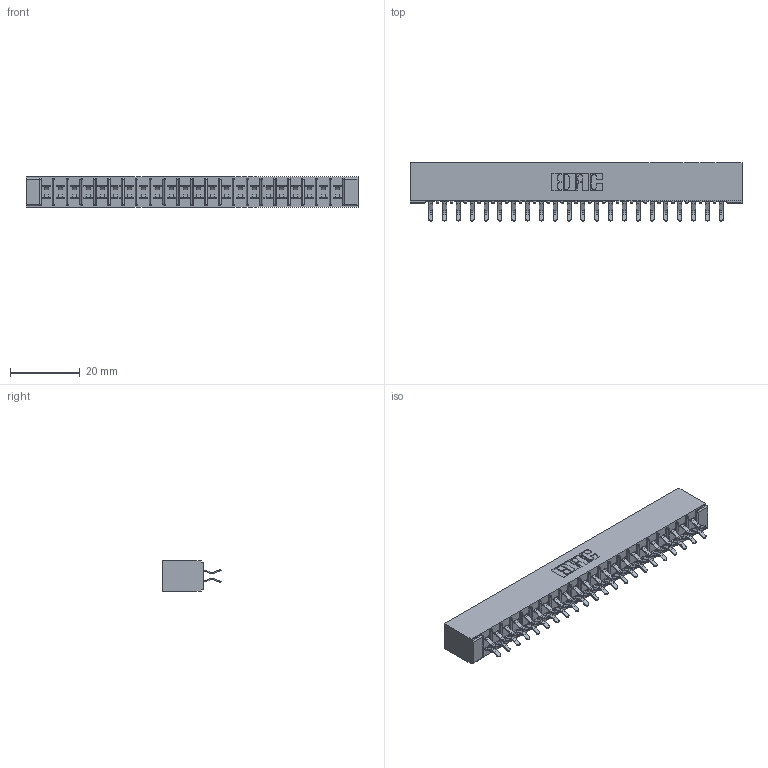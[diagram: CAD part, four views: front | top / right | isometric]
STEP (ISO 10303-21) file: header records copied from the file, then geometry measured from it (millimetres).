
FILE_DESCRIPTION (( 'STEP AP203' ), '1' );
FILE_NAME ('355-044-556-501.STEP', '2019-09-11T14:26:06', ( '' ), ( '' ), 'SwSTEP 2.0', 'SolidWorks 2016', '' );
FILE_SCHEMA (( 'CONFIG_CONTROL_DESIGN' ));
Length unit declared in the file: inch
Products named in the file (3): 355-044-556-501; 305-290-001_556; 305 Part_No Mounting
Assembly tree (45 placements, depth 2):
  355-044-556-501
    305 Part_No Mounting
    305-290-001_556  x44
Bounding box: 95.05 x 16.64 x 8.71 mm (x, y, z)
Volume: 5837.4 mm3; surface area: 12290.6 mm2
Topology: 45 solids, 45 shells, 2572 faces, 7398 edges, 4812 vertices
Faces by surface type: plane 1428, cylinder 1056, sphere 88
Entity records: 26199 total; most frequent: CARTESIAN_POINT 4336, ORIENTED_EDGE 4300, DIRECTION 4212, EDGE_CURVE 2150, LINE 1716, VECTOR 1716, VERTEX_POINT 1372, AXIS2_PLACEMENT_3D 1248
